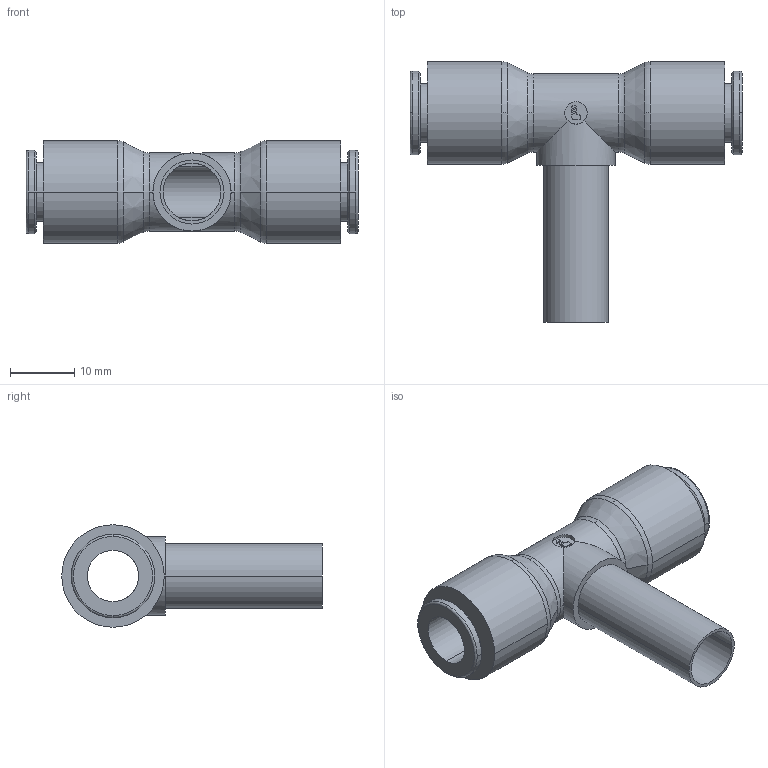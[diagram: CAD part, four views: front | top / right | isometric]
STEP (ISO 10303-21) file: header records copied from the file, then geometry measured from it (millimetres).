
FILE_DESCRIPTION(('STEP AP214'),'1');
FILE_NAME('3188_08_10.stp','2016-07-07T14:59:46',('TraceParts'),('TraceParts S.A.'),'Spatial InterOp 3D',' ',' ');
FILE_SCHEMA(('automotive_design'));
Length unit declared in the file: millimetre
Products named in the file (1): 1
Bounding box: 51.8 x 40.65 x 16 mm (x, y, z)
Volume: 6125.3 mm3; surface area: 5813.4 mm2
Topology: 1 solids, 1 shells, 78 faces, 200 edges, 131 vertices
Faces by surface type: cylinder 31, plane 27, torus 12, cone 8
Entity records: 2667 total; most frequent: CARTESIAN_POINT 652, DIRECTION 460, ORIENTED_EDGE 400, EDGE_CURVE 200, AXIS2_PLACEMENT_3D 189, VERTEX_POINT 131, CIRCLE 106, EDGE_LOOP 89
